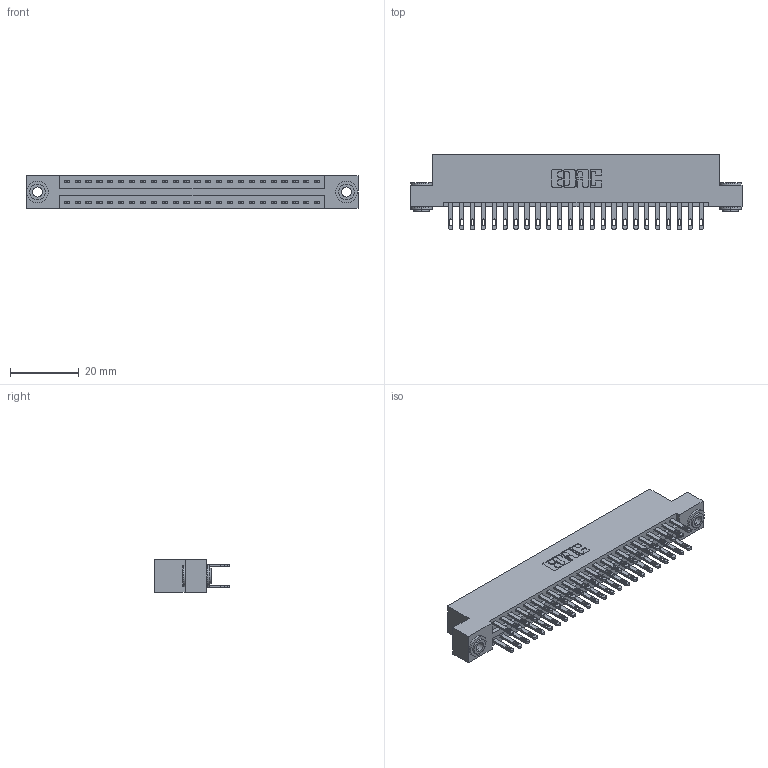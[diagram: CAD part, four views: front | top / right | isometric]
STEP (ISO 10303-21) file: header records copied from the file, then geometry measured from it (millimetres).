
FILE_DESCRIPTION (( 'STEP AP203' ), '1' );
FILE_NAME ('346-048-500-203.STEP', '2022-05-20T20:50:54', ( '' ), ( '' ), 'SwSTEP 2.0', 'SolidWorks 2020', '' );
FILE_SCHEMA (( 'CONFIG_CONTROL_DESIGN' ));
Length unit declared in the file: inch
Products named in the file (4): 346-048-500-203; 346 Part_Flush Mounting Lugs - 0.156 Dia-TH; 345-292-001_345-293-100; 345-250-002_345-250-002-102
Assembly tree (51 placements, depth 2):
  346-048-500-203
    346 Part_Flush Mounting Lugs - 0.156 Dia-TH
    345-292-001_345-293-100  x48
    345-250-002_345-250-002-102  x2
Bounding box: 96.77 x 21.84 x 9.4 mm (x, y, z)
Volume: 9444.8 mm3; surface area: 13450.8 mm2
Topology: 51 solids, 51 shells, 2478 faces, 7497 edges, 4994 vertices
Faces by surface type: plane 1492, cylinder 978, cone 8
Entity records: 19082 total; most frequent: CARTESIAN_POINT 3149, ORIENTED_EDGE 3074, DIRECTION 2859, EDGE_CURVE 1537, LINE 1281, VECTOR 1281, VERTEX_POINT 1022, AXIS2_PLACEMENT_3D 789
